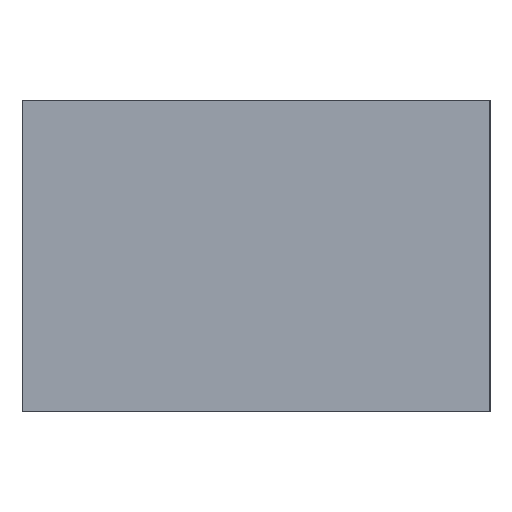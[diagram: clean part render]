
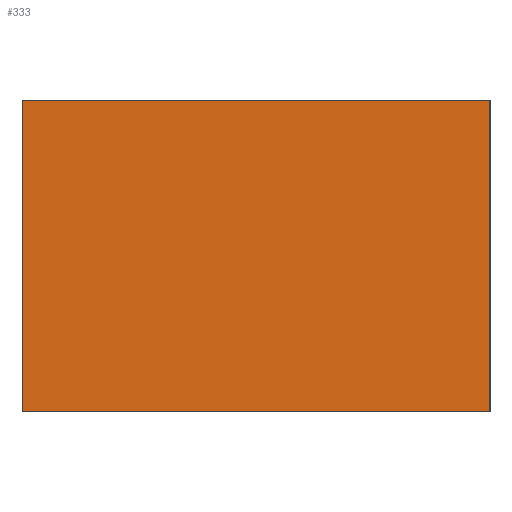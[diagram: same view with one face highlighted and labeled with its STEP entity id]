
A CAD part, left-side view. The second image highlights one B-rep face of the part: STEP entity #333.
In plain terms, the highlighted planar face has unit normal (-1, 0, 0).
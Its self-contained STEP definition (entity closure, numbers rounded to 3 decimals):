
#7 = VECTOR ( 'NONE', #788, 1000. ) ;
#53 = VERTEX_POINT ( 'NONE', #218 ) ;
#138 = DIRECTION ( 'NONE',  ( 0., 0., -1. ) ) ;
#152 = CARTESIAN_POINT ( 'NONE',  ( -250., 30., 46.056 ) ) ;
#176 = ORIENTED_EDGE ( 'NONE', *, *, #836, .T. ) ;
#194 = VECTOR ( 'NONE', #671, 1000. ) ;
#203 = VERTEX_POINT ( 'NONE', #809 ) ;
#218 = CARTESIAN_POINT ( 'NONE',  ( -250., 30., 10. ) ) ;
#248 = EDGE_LOOP ( 'NONE', ( #804, #176, #461, #312 ) ) ;
#305 = LINE ( 'NONE', #152, #7 ) ;
#312 = ORIENTED_EDGE ( 'NONE', *, *, #487, .T. ) ;
#313 = LINE ( 'NONE', #657, #687 ) ;
#333 = ADVANCED_FACE ( 'NONE', ( #499 ), #777, .F. ) ;
#437 = CARTESIAN_POINT ( 'NONE',  ( -250., 0., 46.056 ) ) ;
#442 = LINE ( 'NONE', #868, #194 ) ;
#457 = CARTESIAN_POINT ( 'NONE',  ( -250., 0., -10. ) ) ;
#461 = ORIENTED_EDGE ( 'NONE', *, *, #544, .T. ) ;
#474 = AXIS2_PLACEMENT_3D ( 'NONE', #437, #853, #138 ) ;
#487 = EDGE_CURVE ( 'NONE', #883, #817, #856, .T. ) ;
#499 = FACE_OUTER_BOUND ( 'NONE', #248, .T. ) ;
#502 = DIRECTION ( 'NONE',  ( 0., 1., 0. ) ) ;
#544 = EDGE_CURVE ( 'NONE', #53, #883, #305, .T. ) ;
#657 = CARTESIAN_POINT ( 'NONE',  ( -250., 0., 10. ) ) ;
#671 = DIRECTION ( 'NONE',  ( 0., 0., -1. ) ) ;
#687 = VECTOR ( 'NONE', #502, 1000. ) ;
#703 = CARTESIAN_POINT ( 'NONE',  ( -250., 0., -10. ) ) ;
#762 = VECTOR ( 'NONE', #784, 1000. ) ;
#777 = PLANE ( 'NONE',  #474 ) ;
#784 = DIRECTION ( 'NONE',  ( 0., -1., 0. ) ) ;
#788 = DIRECTION ( 'NONE',  ( 0., 0., -1. ) ) ;
#804 = ORIENTED_EDGE ( 'NONE', *, *, #831, .F. ) ;
#809 = CARTESIAN_POINT ( 'NONE',  ( -250., 0., 10. ) ) ;
#817 = VERTEX_POINT ( 'NONE', #457 ) ;
#831 = EDGE_CURVE ( 'NONE', #203, #817, #442, .T. ) ;
#836 = EDGE_CURVE ( 'NONE', #203, #53, #313, .T. ) ;
#853 = DIRECTION ( 'NONE',  ( 1., 0., 0. ) ) ;
#856 = LINE ( 'NONE', #703, #762 ) ;
#862 = CARTESIAN_POINT ( 'NONE',  ( -250., 30., -10. ) ) ;
#868 = CARTESIAN_POINT ( 'NONE',  ( -250., 0., 46.056 ) ) ;
#883 = VERTEX_POINT ( 'NONE', #862 ) ;
